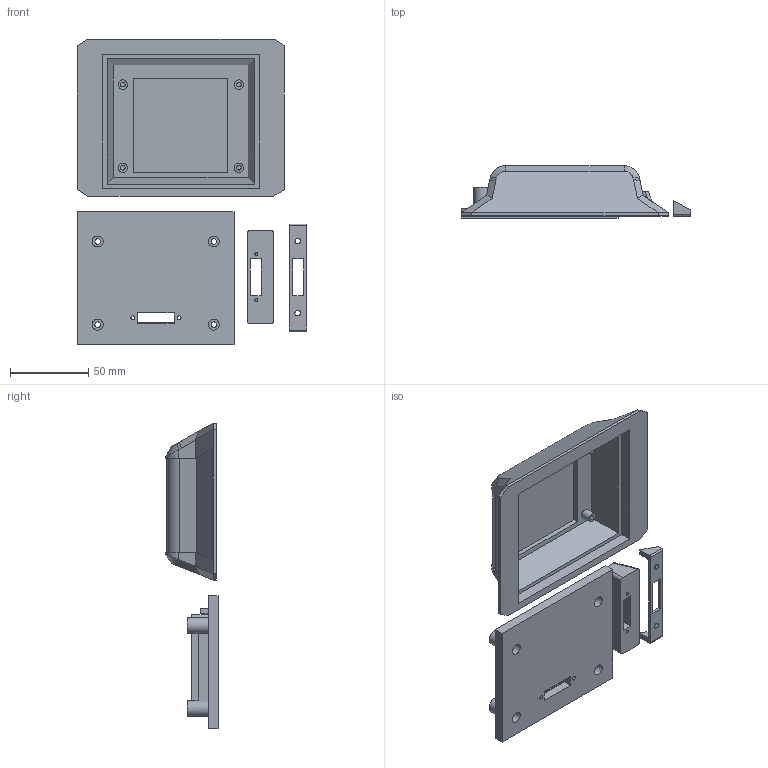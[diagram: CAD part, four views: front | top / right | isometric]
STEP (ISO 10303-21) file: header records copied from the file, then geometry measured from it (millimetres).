
FILE_DESCRIPTION(/* description */ (''),/* implementation_level */ '2;1');
FILE_NAME(/* name */ 'Konami Wavepass Upgrade v8.step',/* time_stamp */ '2022-09-19T13:11:20+02:00',/* author */ (''),/* organization */ (''),/* preprocessor_version */ 'ST-DEVELOPER v19',/* originating_system */ 'Autodesk Translation Framework v11.7.0.108',/* authorisation */ '');
FILE_SCHEMA (('AUTOMOTIVE_DESIGN { 1 0 10303 214 3 1 1 }'));
Length unit declared in the file: millimetre
Products named in the file (1): Konami Wavepass Upgrade
Bounding box: 146.25 x 33.15 x 194.9 mm (x, y, z)
Volume: 134974.8 mm3; surface area: 78668.6 mm2
Topology: 4 solids, 4 shells, 234 faces, 552 edges, 361 vertices
Faces by surface type: plane 158, cylinder 66, bspline 8, cone 2
Full cylindrical faces by diameter (mm): 2 x6, 2.5 x2, 3 x8, 3.5 x10, 4.5 x2, 6 x4, 6.5 x4, 7 x4
Entity records: 6923 total; most frequent: CARTESIAN_POINT 1378, DIRECTION 1124, ORIENTED_EDGE 1100, EDGE_CURVE 550, LINE 396, VECTOR 396, AXIS2_PLACEMENT_3D 364, VERTEX_POINT 361
